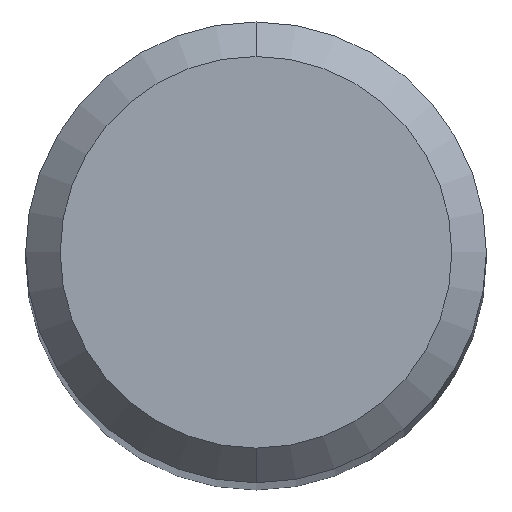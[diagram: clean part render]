
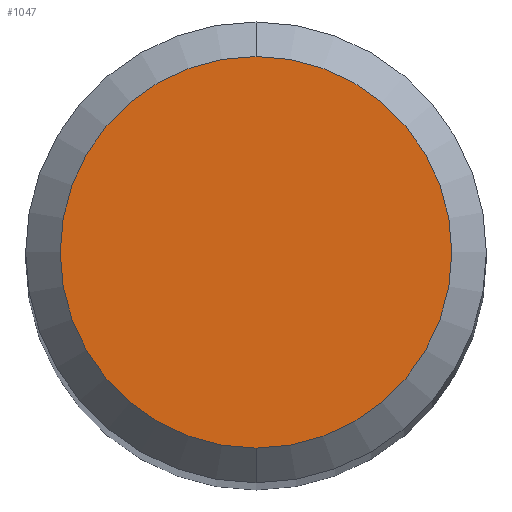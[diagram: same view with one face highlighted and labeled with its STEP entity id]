
A CAD part, top view. The second image highlights one B-rep face of the part: STEP entity #1047.
In plain terms, the highlighted planar face has unit normal (0, 0, 1).
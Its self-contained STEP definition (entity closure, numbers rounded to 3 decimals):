
#755=EDGE_CURVE('',#1221,#1259,#1638,.T.);
#781=EDGE_CURVE('',#1259,#1221,#1666,.T.);
#1047=ADVANCED_FACE('',(#1950),#1951,.T.);
#1221=VERTEX_POINT('',#2139);
#1259=VERTEX_POINT('',#2182);
#1638=CIRCLE('',#4024,1.7);
#1666=CIRCLE('',#4066,1.7);
#1950=FACE_OUTER_BOUND('',#5088,.T.);
#1951=PLANE('',#5089);
#2139=CARTESIAN_POINT('',(0.,-1.7,0.0));
#2182=CARTESIAN_POINT('',(0.0,1.7,0.0));
#4024=AXIS2_PLACEMENT_3D('',#6397,#6398,#6399);
#4066=AXIS2_PLACEMENT_3D('',#6421,#6422,#6423);
#5088=EDGE_LOOP('',(#6657,#6658));
#5089=AXIS2_PLACEMENT_3D('',#6659,#6660,#6661);
#6397=CARTESIAN_POINT('',(0.0,0.0,0.0));
#6398=DIRECTION('',(0.0,0.0,-1.0));
#6399=DIRECTION('',(0.0,1.0,0.0));
#6421=CARTESIAN_POINT('',(0.0,0.0,0.0));
#6422=DIRECTION('',(0.0,0.0,-1.0));
#6423=DIRECTION('',(0.0,1.0,0.0));
#6657=ORIENTED_EDGE('',*,*,#781,.F.);
#6658=ORIENTED_EDGE('',*,*,#755,.F.);
#6659=CARTESIAN_POINT('',(0.0,0.85,0.0));
#6660=DIRECTION('',(-0.0,0.0,1.0));
#6661=DIRECTION('',(0.0,-1.0,0.0));
